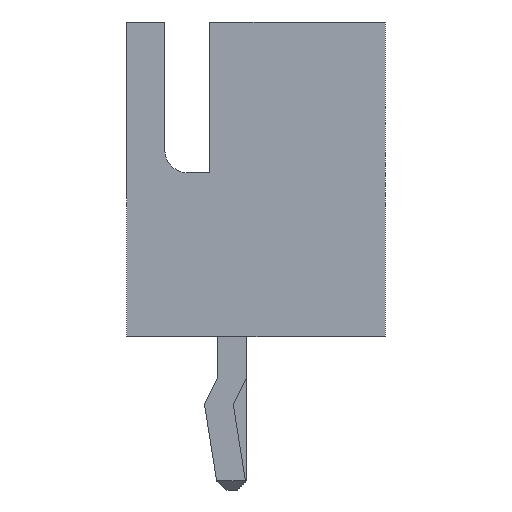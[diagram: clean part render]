
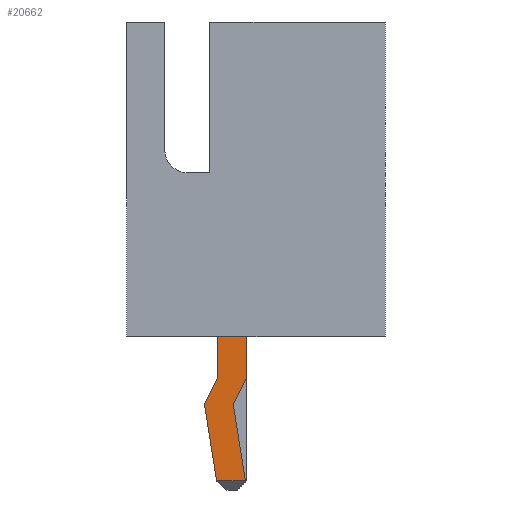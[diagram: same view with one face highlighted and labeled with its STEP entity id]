
A CAD part, left-side view. The second image highlights one B-rep face of the part: STEP entity #20662.
In plain terms, the highlighted planar face has unit normal (-1, 0, 0).
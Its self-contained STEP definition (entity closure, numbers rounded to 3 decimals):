
#6486 = PLANE('',#6487);
#6487 = AXIS2_PLACEMENT_3D('',#6488,#6489,#6490);
#6488 = CARTESIAN_POINT('',(0.75,0.5,0.3));
#6489 = DIRECTION('',(0.,0.,1.));
#6490 = DIRECTION('',(0.,-1.,0.));
#14092 = EDGE_CURVE('',#14093,#14095,#14097,.T.);
#14093 = VERTEX_POINT('',#14094);
#14094 = CARTESIAN_POINT('',(-0.32,-0.32,0.3));
#14095 = VERTEX_POINT('',#14096);
#14096 = CARTESIAN_POINT('',(-0.32,0.32,0.3));
#14097 = SURFACE_CURVE('',#14098,(#14102,#14108),.PCURVE_S1.);
#14098 = LINE('',#14099,#14100);
#14099 = CARTESIAN_POINT('',(-0.32,0.41,0.3));
#14100 = VECTOR('',#14101,1.);
#14101 = DIRECTION('',(0.,1.,0.));
#14102 = PCURVE('',#6486,#14103);
#14103 = DEFINITIONAL_REPRESENTATION('',(#14104),#14107);
#14104 = B_SPLINE_CURVE_WITH_KNOTS('',1,(#14105,#14106),.UNSPECIFIED.,
.F.,.F.,(2,2),(-0.824,0.19),.PIECEWISE_BEZIER_KNOTS.);
#14105 = CARTESIAN_POINT('',(0.914,-1.07));
#14106 = CARTESIAN_POINT('',(-0.1,-1.07));
#14107 = ( GEOMETRIC_REPRESENTATION_CONTEXT(2)
PARAMETRIC_REPRESENTATION_CONTEXT() REPRESENTATION_CONTEXT('2D SPACE',''
) );
#14108 = PCURVE('',#14109,#14114);
#14109 = PLANE('',#14110);
#14110 = AXIS2_PLACEMENT_3D('',#14111,#14112,#14113);
#14111 = CARTESIAN_POINT('',(-0.32,0.32,-3.4));
#14112 = DIRECTION('',(1.,0.,0.));
#14113 = DIRECTION('',(0.,0.,-1.));
#14114 = DEFINITIONAL_REPRESENTATION('',(#14115),#14118);
#14115 = B_SPLINE_CURVE_WITH_KNOTS('',1,(#14116,#14117),.UNSPECIFIED.,
.F.,.F.,(2,2),(-0.824,0.19),.PIECEWISE_BEZIER_KNOTS.);
#14116 = CARTESIAN_POINT('',(-3.7,-0.734));
#14117 = CARTESIAN_POINT('',(-3.7,0.28));
#14118 = ( GEOMETRIC_REPRESENTATION_CONTEXT(2)
PARAMETRIC_REPRESENTATION_CONTEXT() REPRESENTATION_CONTEXT('2D SPACE',''
) );
#14135 = PLANE('',#14136);
#14136 = AXIS2_PLACEMENT_3D('',#14137,#14138,#14139);
#14137 = CARTESIAN_POINT('',(0.32,0.32,6.5));
#14138 = DIRECTION('',(0.,-1.,0.));
#14139 = DIRECTION('',(0.,0.,-1.));
#14185 = PLANE('',#14186);
#14186 = AXIS2_PLACEMENT_3D('',#14187,#14188,#14189);
#14187 = CARTESIAN_POINT('',(0.32,-0.32,-0.9));
#14188 = DIRECTION('',(0.,1.,0.));
#14189 = DIRECTION('',(0.,0.,1.));
#20662 = ADVANCED_FACE('',(#20663),#14109,.F.);
#20663 = FACE_BOUND('',#20664,.F.);
#20664 = EDGE_LOOP('',(#20665,#20695,#20723,#20751,#20779,#20800,#20801,
#20824));
#20665 = ORIENTED_EDGE('',*,*,#20666,.F.);
#20666 = EDGE_CURVE('',#20667,#20669,#20671,.T.);
#20667 = VERTEX_POINT('',#20668);
#20668 = CARTESIAN_POINT('',(-0.32,-0.288,-3.2));
#20669 = VERTEX_POINT('',#20670);
#20670 = CARTESIAN_POINT('',(-0.32,-0.02,-1.5));
#20671 = SURFACE_CURVE('',#20672,(#20676,#20683),.PCURVE_S1.);
#20672 = LINE('',#20673,#20674);
#20673 = CARTESIAN_POINT('',(-0.32,-0.32,-3.4));
#20674 = VECTOR('',#20675,1.);
#20675 = DIRECTION('',(0.,0.156,0.988
));
#20676 = PCURVE('',#14109,#20677);
#20677 = DEFINITIONAL_REPRESENTATION('',(#20678),#20682);
#20678 = LINE('',#20679,#20680);
#20679 = CARTESIAN_POINT('',(0.,-0.64));
#20680 = VECTOR('',#20681,1.);
#20681 = DIRECTION('',(-0.988,0.156));
#20682 = ( GEOMETRIC_REPRESENTATION_CONTEXT(2)
PARAMETRIC_REPRESENTATION_CONTEXT() REPRESENTATION_CONTEXT('2D SPACE',''
) );
#20683 = PCURVE('',#20684,#20689);
#20684 = PLANE('',#20685);
#20685 = AXIS2_PLACEMENT_3D('',#20686,#20687,#20688);
#20686 = CARTESIAN_POINT('',(0.32,-0.32,-3.4));
#20687 = DIRECTION('',(0.,0.988,
-0.156));
#20688 = DIRECTION('',(0.,0.156,0.988
));
#20689 = DEFINITIONAL_REPRESENTATION('',(#20690),#20694);
#20690 = LINE('',#20691,#20692);
#20691 = CARTESIAN_POINT('',(0.,-0.64));
#20692 = VECTOR('',#20693,1.);
#20693 = DIRECTION('',(1.,0.));
#20694 = ( GEOMETRIC_REPRESENTATION_CONTEXT(2)
PARAMETRIC_REPRESENTATION_CONTEXT() REPRESENTATION_CONTEXT('2D SPACE',''
) );
#20695 = ORIENTED_EDGE('',*,*,#20696,.F.);
#20696 = EDGE_CURVE('',#20697,#20667,#20699,.T.);
#20697 = VERTEX_POINT('',#20698);
#20698 = CARTESIAN_POINT('',(-0.32,0.352,-3.2));
#20699 = SURFACE_CURVE('',#20700,(#20704,#20711),.PCURVE_S1.);
#20700 = LINE('',#20701,#20702);
#20701 = CARTESIAN_POINT('',(-0.32,0.32,-3.2));
#20702 = VECTOR('',#20703,1.);
#20703 = DIRECTION('',(0.,-1.,0.));
#20704 = PCURVE('',#14109,#20705);
#20705 = DEFINITIONAL_REPRESENTATION('',(#20706),#20710);
#20706 = LINE('',#20707,#20708);
#20707 = CARTESIAN_POINT('',(-0.2,0.));
#20708 = VECTOR('',#20709,1.);
#20709 = DIRECTION('',(0.,-1.));
#20710 = ( GEOMETRIC_REPRESENTATION_CONTEXT(2)
PARAMETRIC_REPRESENTATION_CONTEXT() REPRESENTATION_CONTEXT('2D SPACE',''
) );
#20711 = PCURVE('',#20712,#20717);
#20712 = PLANE('',#20713);
#20713 = AXIS2_PLACEMENT_3D('',#20714,#20715,#20716);
#20714 = CARTESIAN_POINT('',(-0.22,0.32,-3.3));
#20715 = DIRECTION('',(-0.707,0.,
-0.707));
#20716 = DIRECTION('',(0.,-1.,0.));
#20717 = DEFINITIONAL_REPRESENTATION('',(#20718),#20722);
#20718 = LINE('',#20719,#20720);
#20719 = CARTESIAN_POINT('',(0.,0.141));
#20720 = VECTOR('',#20721,1.);
#20721 = DIRECTION('',(1.,0.));
#20722 = ( GEOMETRIC_REPRESENTATION_CONTEXT(2)
PARAMETRIC_REPRESENTATION_CONTEXT() REPRESENTATION_CONTEXT('2D SPACE',''
) );
#20723 = ORIENTED_EDGE('',*,*,#20724,.F.);
#20724 = EDGE_CURVE('',#20725,#20697,#20727,.T.);
#20725 = VERTEX_POINT('',#20726);
#20726 = CARTESIAN_POINT('',(-0.32,0.62,-1.5));
#20727 = SURFACE_CURVE('',#20728,(#20732,#20739),.PCURVE_S1.);
#20728 = LINE('',#20729,#20730);
#20729 = CARTESIAN_POINT('',(-0.32,0.62,-1.5));
#20730 = VECTOR('',#20731,1.);
#20731 = DIRECTION('',(0.,-0.156,
-0.988));
#20732 = PCURVE('',#14109,#20733);
#20733 = DEFINITIONAL_REPRESENTATION('',(#20734),#20738);
#20734 = LINE('',#20735,#20736);
#20735 = CARTESIAN_POINT('',(-1.9,0.3));
#20736 = VECTOR('',#20737,1.);
#20737 = DIRECTION('',(0.988,-0.156));
#20738 = ( GEOMETRIC_REPRESENTATION_CONTEXT(2)
PARAMETRIC_REPRESENTATION_CONTEXT() REPRESENTATION_CONTEXT('2D SPACE',''
) );
#20739 = PCURVE('',#20740,#20745);
#20740 = PLANE('',#20741);
#20741 = AXIS2_PLACEMENT_3D('',#20742,#20743,#20744);
#20742 = CARTESIAN_POINT('',(0.32,0.62,-1.5));
#20743 = DIRECTION('',(0.,-0.988,
0.156));
#20744 = DIRECTION('',(0.,-0.156,
-0.988));
#20745 = DEFINITIONAL_REPRESENTATION('',(#20746),#20750);
#20746 = LINE('',#20747,#20748);
#20747 = CARTESIAN_POINT('',(0.,-0.64));
#20748 = VECTOR('',#20749,1.);
#20749 = DIRECTION('',(1.,0.));
#20750 = ( GEOMETRIC_REPRESENTATION_CONTEXT(2)
PARAMETRIC_REPRESENTATION_CONTEXT() REPRESENTATION_CONTEXT('2D SPACE',''
) );
#20751 = ORIENTED_EDGE('',*,*,#20752,.F.);
#20752 = EDGE_CURVE('',#20753,#20725,#20755,.T.);
#20753 = VERTEX_POINT('',#20754);
#20754 = CARTESIAN_POINT('',(-0.32,0.32,-0.9));
#20755 = SURFACE_CURVE('',#20756,(#20760,#20767),.PCURVE_S1.);
#20756 = LINE('',#20757,#20758);
#20757 = CARTESIAN_POINT('',(-0.32,0.32,-0.9));
#20758 = VECTOR('',#20759,1.);
#20759 = DIRECTION('',(0.,0.447,-0.894));
#20760 = PCURVE('',#14109,#20761);
#20761 = DEFINITIONAL_REPRESENTATION('',(#20762),#20766);
#20762 = LINE('',#20763,#20764);
#20763 = CARTESIAN_POINT('',(-2.5,0.));
#20764 = VECTOR('',#20765,1.);
#20765 = DIRECTION('',(0.894,0.447));
#20766 = ( GEOMETRIC_REPRESENTATION_CONTEXT(2)
PARAMETRIC_REPRESENTATION_CONTEXT() REPRESENTATION_CONTEXT('2D SPACE',''
) );
#20767 = PCURVE('',#20768,#20773);
#20768 = PLANE('',#20769);
#20769 = AXIS2_PLACEMENT_3D('',#20770,#20771,#20772);
#20770 = CARTESIAN_POINT('',(0.32,0.32,-0.9));
#20771 = DIRECTION('',(0.,-0.894,-0.447)
);
#20772 = DIRECTION('',(0.,0.447,-0.894));
#20773 = DEFINITIONAL_REPRESENTATION('',(#20774),#20778);
#20774 = LINE('',#20775,#20776);
#20775 = CARTESIAN_POINT('',(0.,-0.64));
#20776 = VECTOR('',#20777,1.);
#20777 = DIRECTION('',(1.,0.));
#20778 = ( GEOMETRIC_REPRESENTATION_CONTEXT(2)
PARAMETRIC_REPRESENTATION_CONTEXT() REPRESENTATION_CONTEXT('2D SPACE',''
) );
#20779 = ORIENTED_EDGE('',*,*,#20780,.F.);
#20780 = EDGE_CURVE('',#14095,#20753,#20781,.T.);
#20781 = SURFACE_CURVE('',#20782,(#20786,#20793),.PCURVE_S1.);
#20782 = LINE('',#20783,#20784);
#20783 = CARTESIAN_POINT('',(-0.32,0.32,6.5));
#20784 = VECTOR('',#20785,1.);
#20785 = DIRECTION('',(0.,0.,-1.));
#20786 = PCURVE('',#14109,#20787);
#20787 = DEFINITIONAL_REPRESENTATION('',(#20788),#20792);
#20788 = LINE('',#20789,#20790);
#20789 = CARTESIAN_POINT('',(-9.9,0.));
#20790 = VECTOR('',#20791,1.);
#20791 = DIRECTION('',(1.,0.));
#20792 = ( GEOMETRIC_REPRESENTATION_CONTEXT(2)
PARAMETRIC_REPRESENTATION_CONTEXT() REPRESENTATION_CONTEXT('2D SPACE',''
) );
#20793 = PCURVE('',#14135,#20794);
#20794 = DEFINITIONAL_REPRESENTATION('',(#20795),#20799);
#20795 = LINE('',#20796,#20797);
#20796 = CARTESIAN_POINT('',(0.,-0.64));
#20797 = VECTOR('',#20798,1.);
#20798 = DIRECTION('',(1.,0.));
#20799 = ( GEOMETRIC_REPRESENTATION_CONTEXT(2)
PARAMETRIC_REPRESENTATION_CONTEXT() REPRESENTATION_CONTEXT('2D SPACE',''
) );
#20800 = ORIENTED_EDGE('',*,*,#14092,.F.);
#20801 = ORIENTED_EDGE('',*,*,#20802,.F.);
#20802 = EDGE_CURVE('',#20803,#14093,#20805,.T.);
#20803 = VERTEX_POINT('',#20804);
#20804 = CARTESIAN_POINT('',(-0.32,-0.32,-0.9));
#20805 = SURFACE_CURVE('',#20806,(#20810,#20817),.PCURVE_S1.);
#20806 = LINE('',#20807,#20808);
#20807 = CARTESIAN_POINT('',(-0.32,-0.32,-0.9));
#20808 = VECTOR('',#20809,1.);
#20809 = DIRECTION('',(0.,0.,1.));
#20810 = PCURVE('',#14109,#20811);
#20811 = DEFINITIONAL_REPRESENTATION('',(#20812),#20816);
#20812 = LINE('',#20813,#20814);
#20813 = CARTESIAN_POINT('',(-2.5,-0.64));
#20814 = VECTOR('',#20815,1.);
#20815 = DIRECTION('',(-1.,0.));
#20816 = ( GEOMETRIC_REPRESENTATION_CONTEXT(2)
PARAMETRIC_REPRESENTATION_CONTEXT() REPRESENTATION_CONTEXT('2D SPACE',''
) );
#20817 = PCURVE('',#14185,#20818);
#20818 = DEFINITIONAL_REPRESENTATION('',(#20819),#20823);
#20819 = LINE('',#20820,#20821);
#20820 = CARTESIAN_POINT('',(0.,-0.64));
#20821 = VECTOR('',#20822,1.);
#20822 = DIRECTION('',(1.,0.));
#20823 = ( GEOMETRIC_REPRESENTATION_CONTEXT(2)
PARAMETRIC_REPRESENTATION_CONTEXT() REPRESENTATION_CONTEXT('2D SPACE',''
) );
#20824 = ORIENTED_EDGE('',*,*,#20825,.F.);
#20825 = EDGE_CURVE('',#20669,#20803,#20826,.T.);
#20826 = SURFACE_CURVE('',#20827,(#20831,#20838),.PCURVE_S1.);
#20827 = LINE('',#20828,#20829);
#20828 = CARTESIAN_POINT('',(-0.32,-0.02,-1.5));
#20829 = VECTOR('',#20830,1.);
#20830 = DIRECTION('',(0.,-0.447,0.894));
#20831 = PCURVE('',#14109,#20832);
#20832 = DEFINITIONAL_REPRESENTATION('',(#20833),#20837);
#20833 = LINE('',#20834,#20835);
#20834 = CARTESIAN_POINT('',(-1.9,-0.34));
#20835 = VECTOR('',#20836,1.);
#20836 = DIRECTION('',(-0.894,-0.447));
#20837 = ( GEOMETRIC_REPRESENTATION_CONTEXT(2)
PARAMETRIC_REPRESENTATION_CONTEXT() REPRESENTATION_CONTEXT('2D SPACE',''
) );
#20838 = PCURVE('',#20839,#20844);
#20839 = PLANE('',#20840);
#20840 = AXIS2_PLACEMENT_3D('',#20841,#20842,#20843);
#20841 = CARTESIAN_POINT('',(0.32,-0.02,-1.5));
#20842 = DIRECTION('',(0.,0.894,0.447));
#20843 = DIRECTION('',(0.,-0.447,0.894));
#20844 = DEFINITIONAL_REPRESENTATION('',(#20845),#20849);
#20845 = LINE('',#20846,#20847);
#20846 = CARTESIAN_POINT('',(0.,-0.64));
#20847 = VECTOR('',#20848,1.);
#20848 = DIRECTION('',(1.,0.));
#20849 = ( GEOMETRIC_REPRESENTATION_CONTEXT(2)
PARAMETRIC_REPRESENTATION_CONTEXT() REPRESENTATION_CONTEXT('2D SPACE',''
) );
